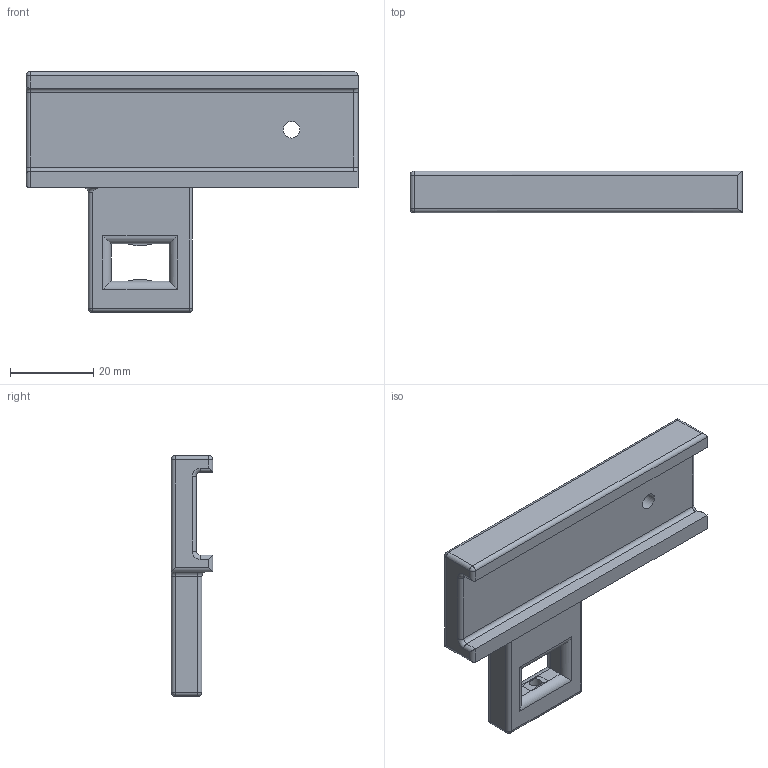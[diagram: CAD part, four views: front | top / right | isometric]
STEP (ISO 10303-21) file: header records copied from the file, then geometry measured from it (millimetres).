
FILE_DESCRIPTION(/* description */ ('STEP AP242','CAx-IF Rec.Pracs.---Representation and Presentation of Product Manufacturing Information (PMI)---4.0---2014-10-13','CAx-IF Rec.Pracs.---3D Tessellated Geometry---0.4---2014-09-14','2;1'),/* implementation_level */ '2;1');
FILE_NAME(/* name */ '6686f16657d204601724f1a0',/* time_stamp */ '2024-07-04T19:00:54Z',/* author */ (''),/* organization */ (''),/* preprocessor_version */ 'ST-DEVELOPER v20',/* originating_system */ ' ',/* authorisation */ ' ');
FILE_SCHEMA (('AP242_MANAGED_MODEL_BASED_3D_ENGINEERING_MIM_LF { 1 0 10303 442 1 1 4 }'));
Length unit declared in the file: metre
Products named in the file (1): bottom version
Bounding box: 80 x 10 x 58 mm (x, y, z)
Volume: 20099.6 mm3; surface area: 9299.5 mm2
Topology: 1 solids, 1 shells, 81 faces, 202 edges, 118 vertices
Faces by surface type: plane 35, cylinder 34, torus 8, sphere 4
Full cylindrical faces by diameter (mm): 2.9 x2, 4 x1
Entity records: 2357 total; most frequent: DIRECTION 425, CARTESIAN_POINT 407, ORIENTED_EDGE 386, EDGE_CURVE 193, AXIS2_PLACEMENT_3D 154, LINE 117, VECTOR 117, VERTEX_POINT 116
